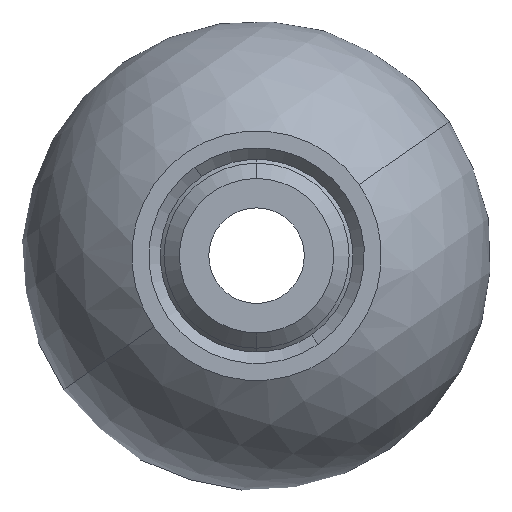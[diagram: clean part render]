
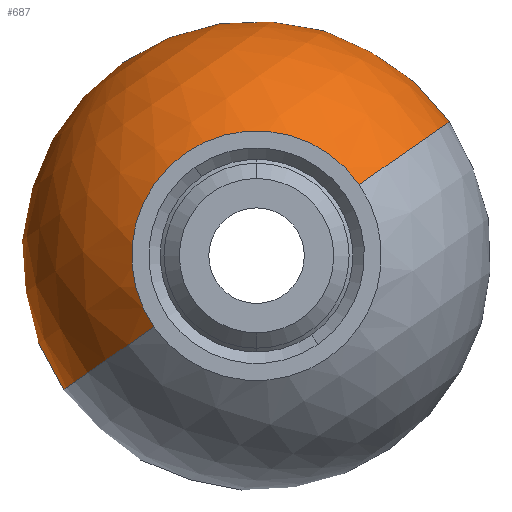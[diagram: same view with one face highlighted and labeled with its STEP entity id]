
A CAD part, left-side view. The second image highlights one B-rep face of the part: STEP entity #687.
In plain terms, the highlighted spherical face has radius 3.899 mm.
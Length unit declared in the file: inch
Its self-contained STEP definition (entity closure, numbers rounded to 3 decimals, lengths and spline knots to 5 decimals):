
#7 = VERTEX_POINT ( 'NONE', #1263 ) ;
#24 = EDGE_CURVE ( 'NONE', #1267, #826, #359, .T. ) ;
#27 = VERTEX_POINT ( 'NONE', #441 ) ;
#29 = DIRECTION ( 'NONE',  ( 0., 0.821, -0.57 ) ) ;
#34 = CARTESIAN_POINT ( 'NONE',  ( -0.365, 0., 0. ) ) ;
#83 = AXIS2_PLACEMENT_3D ( 'NONE', #1160, #552, #29 ) ;
#84 = ORIENTED_EDGE ( 'NONE', *, *, #774, .F. ) ;
#96 = CARTESIAN_POINT ( 'NONE',  ( -0.625, 0.06704, -0.04656 ) ) ;
#103 = DIRECTION ( 'NONE',  ( 0., -0.821, 0.57 ) ) ;
#134 = CARTESIAN_POINT ( 'NONE',  ( -0.495, 0., 0. ) ) ;
#141 = CARTESIAN_POINT ( 'NONE',  ( -0.365, 0.06704, -0.04656 ) ) ;
#144 = AXIS2_PLACEMENT_3D ( 'NONE', #452, #1164, #559 ) ;
#175 = CIRCLE ( 'NONE', #518, 0.1535 ) ;
#251 = AXIS2_PLACEMENT_3D ( 'NONE', #673, #1305, #1297 ) ;
#277 = SPHERICAL_SURFACE ( 'NONE', #971, 0.1535 ) ;
#290 = CIRCLE ( 'NONE', #144, 0.1535 ) ;
#303 = AXIS2_PLACEMENT_3D ( 'NONE', #830, #718, #103 ) ;
#349 = DIRECTION ( 'NONE',  ( 0., -0.821, 0.57 ) ) ;
#358 = DIRECTION ( 'NONE',  ( 1., 0., 0. ) ) ;
#359 = CIRCLE ( 'NONE', #590, 0.08162 ) ;
#362 = DIRECTION ( 'NONE',  ( 1., 0., 0. ) ) ;
#412 = ORIENTED_EDGE ( 'NONE', *, *, #602, .T. ) ;
#441 = CARTESIAN_POINT ( 'NONE',  ( -0.625, -0.06704, 0.04656 ) ) ;
#448 = EDGE_LOOP ( 'NONE', ( #84, #412, #1304, #1084, #1259, #788 ) ) ;
#452 = CARTESIAN_POINT ( 'NONE',  ( -0.495, 0., 0. ) ) ;
#478 = CIRCLE ( 'NONE', #303, 0.1535 ) ;
#518 = AXIS2_PLACEMENT_3D ( 'NONE', #1158, #1184, #861 ) ;
#552 = DIRECTION ( 'NONE',  ( -1., 0., 0. ) ) ;
#559 = DIRECTION ( 'NONE',  ( 0., -0.821, 0.57 ) ) ;
#590 = AXIS2_PLACEMENT_3D ( 'NONE', #34, #362, #349 ) ;
#602 = EDGE_CURVE ( 'NONE', #727, #968, #478, .T. ) ;
#673 = CARTESIAN_POINT ( 'NONE',  ( -0.495, 0., 0. ) ) ;
#686 = CARTESIAN_POINT ( 'NONE',  ( -0.365, -0.06704, 0.04656 ) ) ;
#687 = ADVANCED_FACE ( 'NONE', ( #770 ), #277, .T. ) ;
#713 = EDGE_CURVE ( 'NONE', #826, #7, #175, .T. ) ;
#718 = DIRECTION ( 'NONE',  ( 0., 0.57, 0.821 ) ) ;
#727 = VERTEX_POINT ( 'NONE', #762 ) ;
#762 = CARTESIAN_POINT ( 'NONE',  ( -0.495, 0.12608, -0.08756 ) ) ;
#770 = FACE_OUTER_BOUND ( 'NONE', #448, .T. ) ;
#774 = EDGE_CURVE ( 'NONE', #727, #1267, #1102, .T. ) ;
#788 = ORIENTED_EDGE ( 'NONE', *, *, #24, .F. ) ;
#826 = VERTEX_POINT ( 'NONE', #686 ) ;
#830 = CARTESIAN_POINT ( 'NONE',  ( -0.495, 0., 0. ) ) ;
#861 = DIRECTION ( 'NONE',  ( 0., 0.821, -0.57 ) ) ;
#931 = CIRCLE ( 'NONE', #83, 0.08162 ) ;
#968 = VERTEX_POINT ( 'NONE', #96 ) ;
#971 = AXIS2_PLACEMENT_3D ( 'NONE', #134, #1081, #358 ) ;
#1081 = DIRECTION ( 'NONE',  ( 0., 0.57, 0.821 ) ) ;
#1084 = ORIENTED_EDGE ( 'NONE', *, *, #1220, .T. ) ;
#1102 = CIRCLE ( 'NONE', #251, 0.1535 ) ;
#1156 = EDGE_CURVE ( 'NONE', #27, #968, #931, .T. ) ;
#1158 = CARTESIAN_POINT ( 'NONE',  ( -0.495, 0., 0. ) ) ;
#1160 = CARTESIAN_POINT ( 'NONE',  ( -0.625, 0., 0. ) ) ;
#1164 = DIRECTION ( 'NONE',  ( 0., 0.57, 0.821 ) ) ;
#1184 = DIRECTION ( 'NONE',  ( 0., -0.57, -0.821 ) ) ;
#1220 = EDGE_CURVE ( 'NONE', #27, #7, #290, .T. ) ;
#1259 = ORIENTED_EDGE ( 'NONE', *, *, #713, .F. ) ;
#1263 = CARTESIAN_POINT ( 'NONE',  ( -0.495, -0.12608, 0.08756 ) ) ;
#1267 = VERTEX_POINT ( 'NONE', #141 ) ;
#1297 = DIRECTION ( 'NONE',  ( 0., 0.821, -0.57 ) ) ;
#1304 = ORIENTED_EDGE ( 'NONE', *, *, #1156, .F. ) ;
#1305 = DIRECTION ( 'NONE',  ( 0., -0.57, -0.821 ) ) ;
